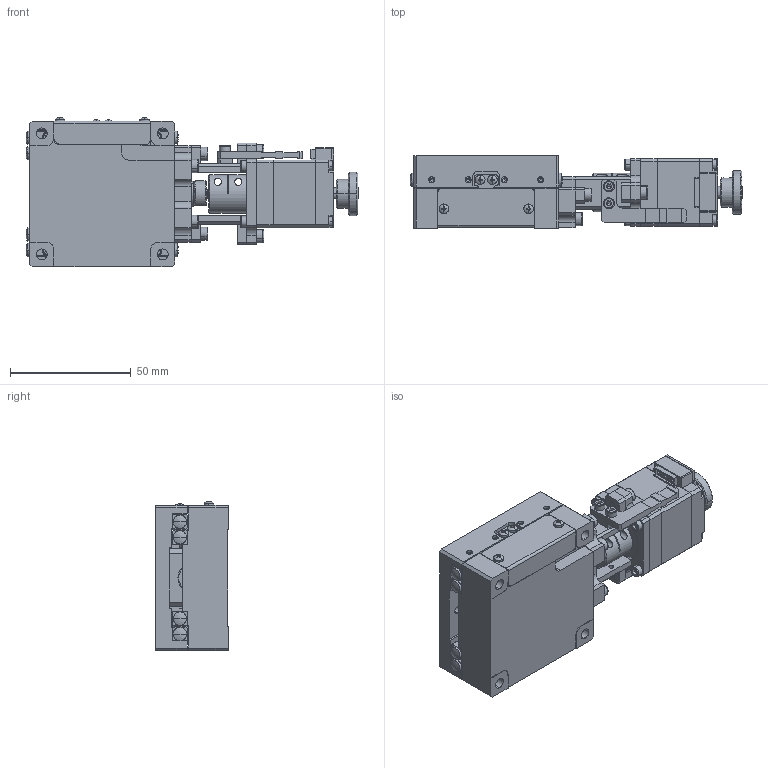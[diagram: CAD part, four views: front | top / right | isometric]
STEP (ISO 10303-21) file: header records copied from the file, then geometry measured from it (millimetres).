
FILE_DESCRIPTION (( 'STEP AP214' ), '1' );
FILE_NAME ('UFS20-60.STEP', '2022-07-08T02:15:02', ( '' ), ( '' ), 'SwSTEP 2.0', 'SolidWorks 2017', '' );
FILE_SCHEMA (( 'AUTOMOTIVE_DESIGN' ));
Length unit declared in the file: millimetre
Products named in the file (1): UFS20-60
Bounding box: 137.2 x 30 x 61.58 mm (x, y, z)
Volume: 120599.8 mm3; surface area: 64401.3 mm2
Topology: 54 solids, 54 shells, 2186 faces, 5530 edges, 3420 vertices
Faces by surface type: plane 1118, cylinder 587, cone 413, torus 44, bspline 16, sphere 8
Entity records: 90187 total; most frequent: CARTESIAN_POINT 12537, DIRECTION 11313, ORIENTED_EDGE 10764, EDGE_CURVE 5382, AXIS2_PLACEMENT_3D 4052, VERTEX_POINT 3420, VECTOR 3209, LINE 3209
